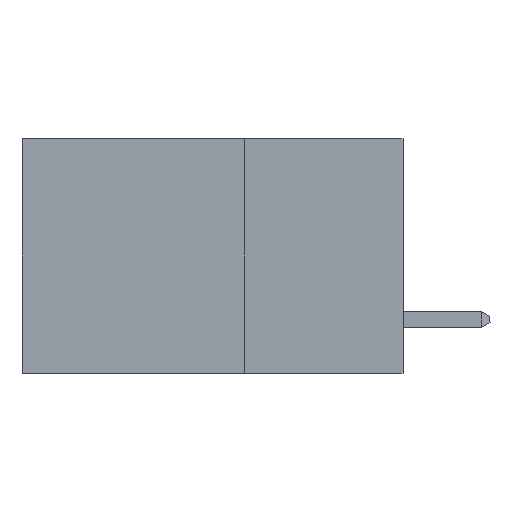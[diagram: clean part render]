
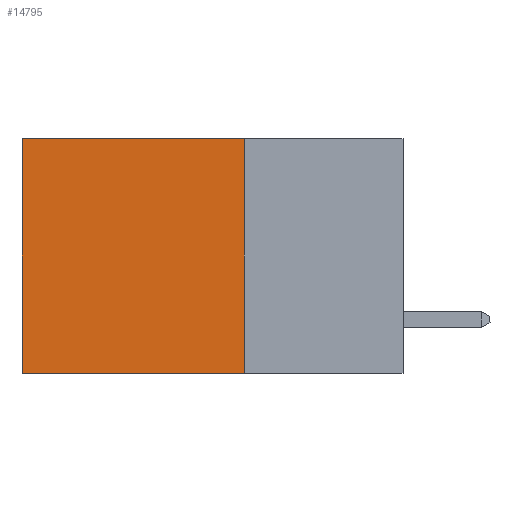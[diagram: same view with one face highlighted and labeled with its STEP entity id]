
A CAD part, left-side view. The second image highlights one B-rep face of the part: STEP entity #14795.
In plain terms, the highlighted planar face has unit normal (-1, 0, 0).
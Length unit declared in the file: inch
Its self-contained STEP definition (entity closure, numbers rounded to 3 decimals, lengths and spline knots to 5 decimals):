
#239 = EDGE_CURVE ( 'NONE', #8954, #762, #5158, .T. ) ;
#762 = VERTEX_POINT ( 'NONE', #14967 ) ;
#929 = PLANE ( 'NONE',  #7658 ) ;
#988 = VECTOR ( 'NONE', #3102, 39.37008 ) ;
#1168 = VECTOR ( 'NONE', #8082, 39.37008 ) ;
#2507 = DIRECTION ( 'NONE',  ( 0., 0., -1. ) ) ;
#3102 = DIRECTION ( 'NONE',  ( 0., 0., -1. ) ) ;
#3140 = DIRECTION ( 'NONE',  ( 0., 0., -1. ) ) ;
#3872 = CARTESIAN_POINT ( 'NONE',  ( 0.2875, 0.6, 0. ) ) ;
#4472 = ORIENTED_EDGE ( 'NONE', *, *, #6547, .F. ) ;
#4688 = FACE_OUTER_BOUND ( 'NONE', #14801, .T. ) ;
#4964 = ORIENTED_EDGE ( 'NONE', *, *, #17301, .F. ) ;
#5158 = LINE ( 'NONE', #3872, #988 ) ;
#5324 = LINE ( 'NONE', #11081, #1168 ) ;
#5827 = DIRECTION ( 'NONE',  ( 0., 1., 0. ) ) ;
#6547 = EDGE_CURVE ( 'NONE', #12780, #762, #10436, .T. ) ;
#6679 = CARTESIAN_POINT ( 'NONE',  ( 0.2875, 0.25, 0. ) ) ;
#6778 = VECTOR ( 'NONE', #3140, 39.37008 ) ;
#7658 = AXIS2_PLACEMENT_3D ( 'NONE', #17733, #11749, #2507 ) ;
#7674 = ORIENTED_EDGE ( 'NONE', *, *, #17379, .T. ) ;
#8082 = DIRECTION ( 'NONE',  ( 0., 1., 0. ) ) ;
#8954 = VERTEX_POINT ( 'NONE', #10455 ) ;
#10436 = LINE ( 'NONE', #13462, #14051 ) ;
#10455 = CARTESIAN_POINT ( 'NONE',  ( 0.2875, 0.6, 0. ) ) ;
#10833 = LINE ( 'NONE', #13924, #6778 ) ;
#11081 = CARTESIAN_POINT ( 'NONE',  ( 0.2875, 0.25, 0. ) ) ;
#11749 = DIRECTION ( 'NONE',  ( 1., 0., 0. ) ) ;
#12780 = VERTEX_POINT ( 'NONE', #17944 ) ;
#12836 = VERTEX_POINT ( 'NONE', #6679 ) ;
#13462 = CARTESIAN_POINT ( 'NONE',  ( 0.2875, 0.25, -0.37 ) ) ;
#13924 = CARTESIAN_POINT ( 'NONE',  ( 0.2875, 0.25, 0. ) ) ;
#14051 = VECTOR ( 'NONE', #5827, 39.37008 ) ;
#14795 = ADVANCED_FACE ( 'NONE', ( #4688 ), #929, .F. ) ;
#14801 = EDGE_LOOP ( 'NONE', ( #19174, #4472, #4964, #7674 ) ) ;
#14967 = CARTESIAN_POINT ( 'NONE',  ( 0.2875, 0.6, -0.37 ) ) ;
#17301 = EDGE_CURVE ( 'NONE', #12836, #12780, #10833, .T. ) ;
#17379 = EDGE_CURVE ( 'NONE', #12836, #8954, #5324, .T. ) ;
#17733 = CARTESIAN_POINT ( 'NONE',  ( 0.2875, 0.25, 0. ) ) ;
#17944 = CARTESIAN_POINT ( 'NONE',  ( 0.2875, 0.25, -0.37 ) ) ;
#19174 = ORIENTED_EDGE ( 'NONE', *, *, #239, .T. ) ;
